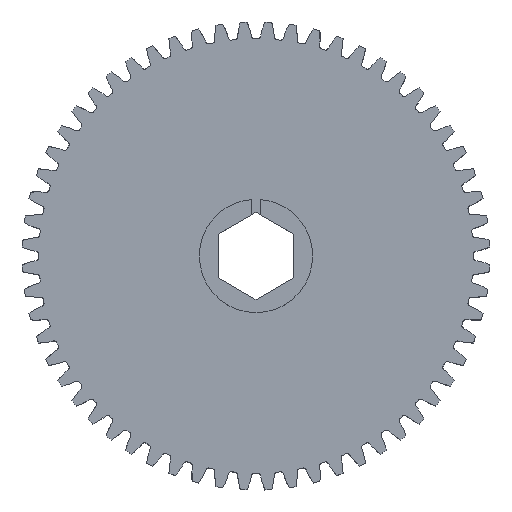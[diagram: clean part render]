
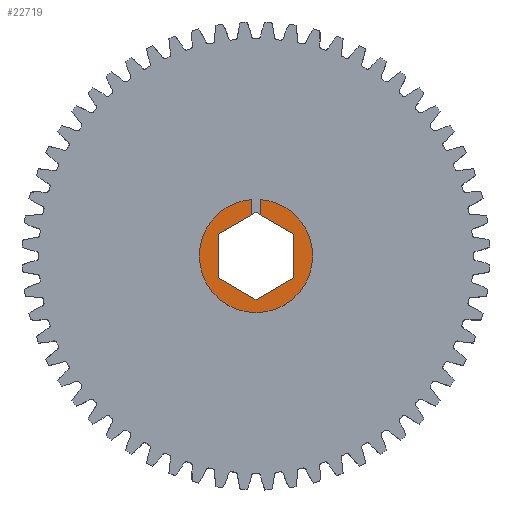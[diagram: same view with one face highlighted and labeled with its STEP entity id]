
A CAD part, top view. The second image highlights one B-rep face of the part: STEP entity #22719.
In plain terms, the highlighted planar face has unit normal (0, 0, 1).
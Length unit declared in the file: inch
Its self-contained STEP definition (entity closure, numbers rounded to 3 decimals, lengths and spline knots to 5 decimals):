
#929 = FACE_OUTER_BOUND ( 'NONE', #15984, .T. ) ;
#1256 = LINE ( 'NONE', #24816, #19769 ) ;
#1343 = EDGE_CURVE ( 'NONE', #3913, #5350, #14602, .T. ) ;
#1599 = ORIENTED_EDGE ( 'NONE', *, *, #9518, .F. ) ;
#2027 = AXIS2_PLACEMENT_3D ( 'NONE', #6711, #14530, #12626 ) ;
#2101 = EDGE_CURVE ( 'NONE', #2377, #20466, #18932, .T. ) ;
#2377 = VERTEX_POINT ( 'NONE', #16249 ) ;
#2495 = LINE ( 'NONE', #14283, #14227 ) ;
#2951 = EDGE_CURVE ( 'NONE', #5256, #4406, #24355, .T. ) ;
#3541 = CARTESIAN_POINT ( 'NONE',  ( 0.251, -0.14491, 0.249 ) ) ;
#3618 = ORIENTED_EDGE ( 'NONE', *, *, #15423, .F. ) ;
#3639 = CARTESIAN_POINT ( 'NONE',  ( 0.251, 0.14491, 0.249 ) ) ;
#3733 = DIRECTION ( 'NONE',  ( 0., 1., 0. ) ) ;
#3913 = VERTEX_POINT ( 'NONE', #4913 ) ;
#4094 = VERTEX_POINT ( 'NONE', #4339 ) ;
#4339 = CARTESIAN_POINT ( 'NONE',  ( 0.03125, 0.27179, 0.249 ) ) ;
#4406 = VERTEX_POINT ( 'NONE', #5466 ) ;
#4833 = EDGE_CURVE ( 'NONE', #5588, #19741, #1256, .T. ) ;
#4913 = CARTESIAN_POINT ( 'NONE',  ( 0., -0.28983, 0.249 ) ) ;
#5256 = VERTEX_POINT ( 'NONE', #25129 ) ;
#5300 = DIRECTION ( 'NONE',  ( 0., 0., 1. ) ) ;
#5350 = VERTEX_POINT ( 'NONE', #3541 ) ;
#5466 = CARTESIAN_POINT ( 'NONE',  ( -0.251, -0.14491, 0.249 ) ) ;
#5588 = VERTEX_POINT ( 'NONE', #15144 ) ;
#5812 = VERTEX_POINT ( 'NONE', #21896 ) ;
#6390 = DIRECTION ( 'NONE',  ( 0.866, 0.5, 0. ) ) ;
#6711 = CARTESIAN_POINT ( 'NONE',  ( 0., 0., 0.249 ) ) ;
#6869 = EDGE_CURVE ( 'NONE', #4094, #5812, #9370, .T. ) ;
#7341 = CARTESIAN_POINT ( 'NONE',  ( -0.03125, 0.27179, 0.249 ) ) ;
#7381 = VECTOR ( 'NONE', #12406, 39.37008 ) ;
#8489 = AXIS2_PLACEMENT_3D ( 'NONE', #15017, #14894, #13106 ) ;
#8760 = VECTOR ( 'NONE', #6390, 39.37008 ) ;
#8782 = DIRECTION ( 'NONE',  ( 0., 0., 1. ) ) ;
#9370 = LINE ( 'NONE', #15137, #23844 ) ;
#9385 = ORIENTED_EDGE ( 'NONE', *, *, #24241, .F. ) ;
#9518 = EDGE_CURVE ( 'NONE', #19768, #4094, #16826, .T. ) ;
#9857 = AXIS2_PLACEMENT_3D ( 'NONE', #10444, #5300, #10698 ) ;
#10416 = EDGE_CURVE ( 'NONE', #20466, #5812, #22433, .T. ) ;
#10444 = CARTESIAN_POINT ( 'NONE',  ( 0., 0., 0.249 ) ) ;
#10698 = DIRECTION ( 'NONE',  ( 1., 0., 0. ) ) ;
#11155 = CARTESIAN_POINT ( 'NONE',  ( 0., 0.28983, 0.249 ) ) ;
#11633 = AXIS2_PLACEMENT_3D ( 'NONE', #15053, #8782, #24290 ) ;
#11891 = EDGE_CURVE ( 'NONE', #19741, #5256, #24853, .T. ) ;
#12406 = DIRECTION ( 'NONE',  ( 0., 1., 0. ) ) ;
#12626 = DIRECTION ( 'NONE',  ( 1., 0., 0. ) ) ;
#12718 = ORIENTED_EDGE ( 'NONE', *, *, #14640, .T. ) ;
#13106 = DIRECTION ( 'NONE',  ( 1., 0., 0. ) ) ;
#13913 = CARTESIAN_POINT ( 'NONE',  ( 0.375, 0., 0.249 ) ) ;
#14227 = VECTOR ( 'NONE', #19722, 39.37008 ) ;
#14283 = CARTESIAN_POINT ( 'NONE',  ( -0.251, -0.14491, 0.249 ) ) ;
#14322 = VECTOR ( 'NONE', #22501, 39.37008 ) ;
#14439 = CARTESIAN_POINT ( 'NONE',  ( 0.251, -0.14491, 0.249 ) ) ;
#14530 = DIRECTION ( 'NONE',  ( 0., 0., 1. ) ) ;
#14602 = LINE ( 'NONE', #16243, #8760 ) ;
#14640 = EDGE_CURVE ( 'NONE', #5588, #2377, #17127, .T. ) ;
#14894 = DIRECTION ( 'NONE',  ( 0., 0., 1. ) ) ;
#15017 = CARTESIAN_POINT ( 'NONE',  ( 0., 0., 0.249 ) ) ;
#15053 = CARTESIAN_POINT ( 'NONE',  ( 0., 0., 0.249 ) ) ;
#15137 = CARTESIAN_POINT ( 'NONE',  ( 0.03125, 0.16869, 0.249 ) ) ;
#15144 = CARTESIAN_POINT ( 'NONE',  ( -0.03125, 0.3737, 0.249 ) ) ;
#15423 = EDGE_CURVE ( 'NONE', #5350, #19768, #20253, .T. ) ;
#15613 = VECTOR ( 'NONE', #20793, 39.37008 ) ;
#15984 = EDGE_LOOP ( 'NONE', ( #21628, #12718, #25110, #17415, #20868, #1599, #3618, #22385, #9385, #22972, #20372 ) ) ;
#16243 = CARTESIAN_POINT ( 'NONE',  ( 0., -0.28983, 0.249 ) ) ;
#16249 = CARTESIAN_POINT ( 'NONE',  ( -0.375, 0., 0.249 ) ) ;
#16826 = LINE ( 'NONE', #3639, #14322 ) ;
#17127 = CIRCLE ( 'NONE', #2027, 0.375 ) ;
#17415 = ORIENTED_EDGE ( 'NONE', *, *, #10416, .T. ) ;
#18299 = PLANE ( 'NONE',  #8489 ) ;
#18543 = DIRECTION ( 'NONE',  ( 0., -1., 0. ) ) ;
#18621 = DIRECTION ( 'NONE',  ( 0., -1., 0. ) ) ;
#18932 = CIRCLE ( 'NONE', #11633, 0.375 ) ;
#19722 = DIRECTION ( 'NONE',  ( 0.866, -0.5, 0. ) ) ;
#19741 = VERTEX_POINT ( 'NONE', #7341 ) ;
#19768 = VERTEX_POINT ( 'NONE', #23605 ) ;
#19769 = VECTOR ( 'NONE', #18621, 39.37008 ) ;
#20253 = LINE ( 'NONE', #14439, #7381 ) ;
#20372 = ORIENTED_EDGE ( 'NONE', *, *, #11891, .F. ) ;
#20466 = VERTEX_POINT ( 'NONE', #13913 ) ;
#20793 = DIRECTION ( 'NONE',  ( -0.866, -0.5, 0. ) ) ;
#20868 = ORIENTED_EDGE ( 'NONE', *, *, #6869, .F. ) ;
#21628 = ORIENTED_EDGE ( 'NONE', *, *, #4833, .F. ) ;
#21896 = CARTESIAN_POINT ( 'NONE',  ( 0.03125, 0.3737, 0.249 ) ) ;
#22385 = ORIENTED_EDGE ( 'NONE', *, *, #1343, .F. ) ;
#22433 = CIRCLE ( 'NONE', #9857, 0.375 ) ;
#22501 = DIRECTION ( 'NONE',  ( -0.866, 0.5, 0. ) ) ;
#22719 = ADVANCED_FACE ( 'NONE', ( #929 ), #18299, .T. ) ;
#22972 = ORIENTED_EDGE ( 'NONE', *, *, #2951, .F. ) ;
#22983 = VECTOR ( 'NONE', #18543, 39.37008 ) ;
#23605 = CARTESIAN_POINT ( 'NONE',  ( 0.251, 0.14491, 0.249 ) ) ;
#23844 = VECTOR ( 'NONE', #3733, 39.37008 ) ;
#24234 = CARTESIAN_POINT ( 'NONE',  ( -0.251, 0.14491, 0.249 ) ) ;
#24241 = EDGE_CURVE ( 'NONE', #4406, #3913, #2495, .T. ) ;
#24290 = DIRECTION ( 'NONE',  ( 1., 0., 0. ) ) ;
#24355 = LINE ( 'NONE', #24234, #22983 ) ;
#24816 = CARTESIAN_POINT ( 'NONE',  ( -0.03125, 0.16869, 0.249 ) ) ;
#24853 = LINE ( 'NONE', #11155, #15613 ) ;
#25110 = ORIENTED_EDGE ( 'NONE', *, *, #2101, .T. ) ;
#25129 = CARTESIAN_POINT ( 'NONE',  ( -0.251, 0.14491, 0.249 ) ) ;
